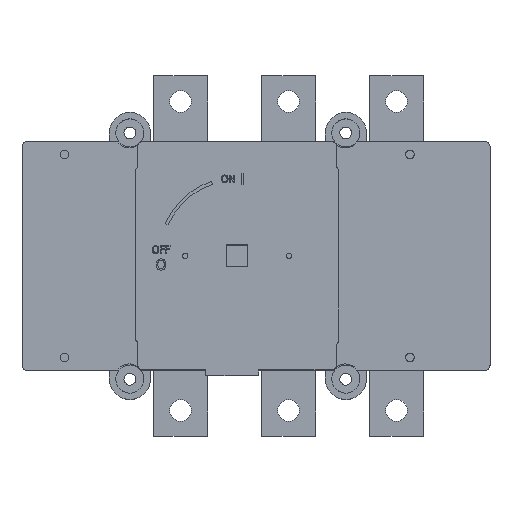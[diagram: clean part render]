
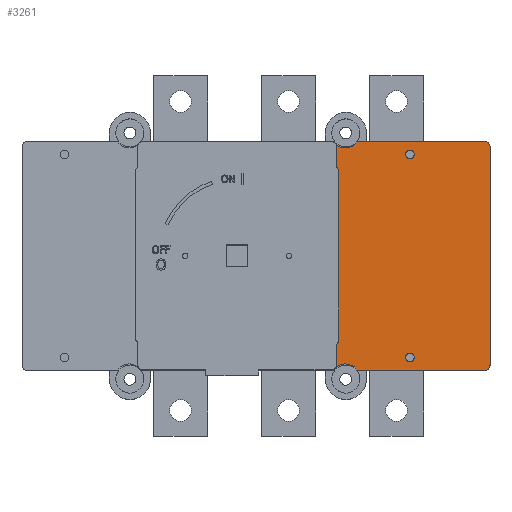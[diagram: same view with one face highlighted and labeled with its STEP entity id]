
A CAD part, top view. The second image highlights one B-rep face of the part: STEP entity #3261.
In plain terms, the highlighted planar face has unit normal (0, 0, 1).
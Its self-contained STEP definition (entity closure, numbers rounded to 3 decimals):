
#2206=CARTESIAN_POINT('',(81.6,-47.,40.0));
#2207=VERTEX_POINT('',#2206);
#2208=CARTESIAN_POINT('',(79.6,-47.,40.0));
#2209=DIRECTION('',(0.0,0.0,-1.0));
#2210=DIRECTION('',(-1.0,0.0,0.0));
#2211=AXIS2_PLACEMENT_3D('',#2208,#2209,#2210);
#2212=CIRCLE('',#2211,2.0);
#2213=EDGE_CURVE('',#2207,#2207,#2212,.T.);
#2234=CARTESIAN_POINT('',(81.6,47.,40.0));
#2235=VERTEX_POINT('',#2234);
#2236=CARTESIAN_POINT('',(79.6,47.,40.0));
#2237=DIRECTION('',(0.0,0.0,-1.0));
#2238=DIRECTION('',(-1.0,0.0,0.0));
#2239=AXIS2_PLACEMENT_3D('',#2236,#2237,#2238);
#2240=CIRCLE('',#2239,2.0);
#2241=EDGE_CURVE('',#2235,#2235,#2240,.T.);
#3003=CARTESIAN_POINT('',(45.519,51.313,40.0));
#3004=VERTEX_POINT('',#3003);
#3012=CARTESIAN_POINT('',(55.345,53.,40.0));
#3013=VERTEX_POINT('',#3012);
#3014=CARTESIAN_POINT('',(49.6,57.,40.0));
#3015=DIRECTION('',(0.,0.,1.0));
#3016=DIRECTION('',(0.821,0.571,0.));
#3017=AXIS2_PLACEMENT_3D('',#3014,#3015,#3016);
#3018=CIRCLE('',#3017,7.);
#3019=EDGE_CURVE('',#3004,#3013,#3018,.T.);
#3052=CARTESIAN_POINT('',(55.345,-53.,40.0));
#3053=VERTEX_POINT('',#3052);
#3054=CARTESIAN_POINT('',(45.519,-51.313,40.0));
#3055=VERTEX_POINT('',#3054);
#3056=CARTESIAN_POINT('',(49.6,-57.,40.0));
#3057=DIRECTION('',(0.,0.,1.0));
#3058=DIRECTION('',(-0.821,-0.571,0.));
#3059=AXIS2_PLACEMENT_3D('',#3056,#3057,#3058);
#3060=CIRCLE('',#3059,7.0);
#3061=EDGE_CURVE('',#3053,#3055,#3060,.T.);
#3130=CARTESIAN_POINT('',(8.243,0.,40.));
#3131=DIRECTION('',(0.0,0.0,1.0));
#3132=DIRECTION('',(1.0,0.0,0.0));
#3133=AXIS2_PLACEMENT_3D('',#3130,#3131,#3132);
#3134=PLANE('',#3133);
#3135=CARTESIAN_POINT('',(45.6,-50.75,40.0));
#3136=VERTEX_POINT('',#3135);
#3137=CARTESIAN_POINT('',(43.6,-50.75,40.0));
#3138=DIRECTION('',(0.,0.,1.));
#3139=DIRECTION('',(0.707,-0.707,0.));
#3140=AXIS2_PLACEMENT_3D('',#3137,#3138,#3139);
#3141=CIRCLE('',#3140,2.);
#3142=EDGE_CURVE('',#3055,#3136,#3141,.T.);
#3143=ORIENTED_EDGE('',*,*,#3142,.F.);
#3144=ORIENTED_EDGE('',*,*,#3061,.F.);
#3145=CARTESIAN_POINT('',(114.2,-53.,40.0));
#3146=VERTEX_POINT('',#3145);
#3147=CARTESIAN_POINT('',(114.2,-53.,40.0));
#3148=DIRECTION('',(-1.0,0.0,0.0));
#3149=VECTOR('',#3148,58.855);
#3150=LINE('',#3147,#3149);
#3151=EDGE_CURVE('',#3146,#3053,#3150,.T.);
#3152=ORIENTED_EDGE('',*,*,#3151,.F.);
#3153=CARTESIAN_POINT('',(116.7,-50.5,40.0));
#3154=VERTEX_POINT('',#3153);
#3155=CARTESIAN_POINT('',(114.2,-50.5,40.0));
#3156=DIRECTION('',(0.0,0.0,-1.0));
#3157=DIRECTION('',(0.0,-1.0,0.0));
#3158=AXIS2_PLACEMENT_3D('',#3155,#3156,#3157);
#3159=CIRCLE('',#3158,2.5);
#3160=EDGE_CURVE('',#3154,#3146,#3159,.T.);
#3161=ORIENTED_EDGE('',*,*,#3160,.F.);
#3162=CARTESIAN_POINT('',(116.7,50.5,40.0));
#3163=VERTEX_POINT('',#3162);
#3164=CARTESIAN_POINT('',(116.7,50.5,40.0));
#3165=DIRECTION('',(0.0,-1.0,0.0));
#3166=VECTOR('',#3165,101.);
#3167=LINE('',#3164,#3166);
#3168=EDGE_CURVE('',#3163,#3154,#3167,.T.);
#3169=ORIENTED_EDGE('',*,*,#3168,.F.);
#3170=CARTESIAN_POINT('',(114.2,53.,40.0));
#3171=VERTEX_POINT('',#3170);
#3172=CARTESIAN_POINT('',(114.2,50.5,40.0));
#3173=DIRECTION('',(0.0,0.0,-1.0));
#3174=DIRECTION('',(1.0,0.0,0.0));
#3175=AXIS2_PLACEMENT_3D('',#3172,#3173,#3174);
#3176=CIRCLE('',#3175,2.5);
#3177=EDGE_CURVE('',#3171,#3163,#3176,.T.);
#3178=ORIENTED_EDGE('',*,*,#3177,.F.);
#3179=CARTESIAN_POINT('',(55.345,53.,40.0));
#3180=DIRECTION('',(1.0,0.0,0.0));
#3181=VECTOR('',#3180,58.855);
#3182=LINE('',#3179,#3181);
#3183=EDGE_CURVE('',#3013,#3171,#3182,.T.);
#3184=ORIENTED_EDGE('',*,*,#3183,.F.);
#3185=ORIENTED_EDGE('',*,*,#3019,.F.);
#3186=CARTESIAN_POINT('',(45.6,50.75,40.0));
#3187=VERTEX_POINT('',#3186);
#3188=CARTESIAN_POINT('',(43.6,50.75,40.0));
#3189=DIRECTION('',(0.,0.,1.));
#3190=DIRECTION('',(0.707,0.707,0.));
#3191=AXIS2_PLACEMENT_3D('',#3188,#3189,#3190);
#3192=CIRCLE('',#3191,2.0);
#3193=EDGE_CURVE('',#3187,#3004,#3192,.T.);
#3194=ORIENTED_EDGE('',*,*,#3193,.F.);
#3195=CARTESIAN_POINT('',(45.6,41.732,40.0));
#3196=VERTEX_POINT('',#3195);
#3197=CARTESIAN_POINT('',(45.6,41.732,40.0));
#3198=DIRECTION('',(0.0,1.0,0.0));
#3199=VECTOR('',#3198,9.018);
#3200=LINE('',#3197,#3199);
#3201=EDGE_CURVE('',#3196,#3187,#3200,.T.);
#3202=ORIENTED_EDGE('',*,*,#3201,.F.);
#3203=CARTESIAN_POINT('',(46.1,40.409,40.0));
#3204=VERTEX_POINT('',#3203);
#3205=CARTESIAN_POINT('',(47.6,41.732,40.0));
#3206=DIRECTION('',(0.,0.,1.0));
#3207=DIRECTION('',(0.5,0.866,0.));
#3208=AXIS2_PLACEMENT_3D('',#3205,#3206,#3207);
#3209=CIRCLE('',#3208,2.);
#3210=EDGE_CURVE('',#3196,#3204,#3209,.T.);
#3211=ORIENTED_EDGE('',*,*,#3210,.T.);
#3212=CARTESIAN_POINT('',(46.6,39.086,40.0));
#3213=VERTEX_POINT('',#3212);
#3214=CARTESIAN_POINT('',(44.6,39.086,40.0));
#3215=DIRECTION('',(0.,0.,1.));
#3216=DIRECTION('',(0.935,0.354,0.));
#3217=AXIS2_PLACEMENT_3D('',#3214,#3215,#3216);
#3218=CIRCLE('',#3217,2.);
#3219=EDGE_CURVE('',#3213,#3204,#3218,.T.);
#3220=ORIENTED_EDGE('',*,*,#3219,.F.);
#3221=CARTESIAN_POINT('',(46.6,-39.086,40.0));
#3222=VERTEX_POINT('',#3221);
#3223=CARTESIAN_POINT('',(46.6,-39.086,40.0));
#3224=DIRECTION('',(0.0,1.0,0.0));
#3225=VECTOR('',#3224,78.173);
#3226=LINE('',#3223,#3225);
#3227=EDGE_CURVE('',#3222,#3213,#3226,.T.);
#3228=ORIENTED_EDGE('',*,*,#3227,.F.);
#3229=CARTESIAN_POINT('',(46.1,-40.409,40.0));
#3230=VERTEX_POINT('',#3229);
#3231=CARTESIAN_POINT('',(44.6,-39.086,40.0));
#3232=DIRECTION('',(0.,0.,1.0));
#3233=DIRECTION('',(0.935,-0.354,0.));
#3234=AXIS2_PLACEMENT_3D('',#3231,#3232,#3233);
#3235=CIRCLE('',#3234,2.);
#3236=EDGE_CURVE('',#3230,#3222,#3235,.T.);
#3237=ORIENTED_EDGE('',*,*,#3236,.F.);
#3238=CARTESIAN_POINT('',(45.6,-41.732,40.0));
#3239=VERTEX_POINT('',#3238);
#3240=CARTESIAN_POINT('',(47.6,-41.732,40.0));
#3241=DIRECTION('',(0.,0.,1.));
#3242=DIRECTION('',(0.5,-0.866,0.));
#3243=AXIS2_PLACEMENT_3D('',#3240,#3241,#3242);
#3244=CIRCLE('',#3243,2.);
#3245=EDGE_CURVE('',#3230,#3239,#3244,.T.);
#3246=ORIENTED_EDGE('',*,*,#3245,.T.);
#3247=CARTESIAN_POINT('',(45.6,-50.75,40.0));
#3248=DIRECTION('',(0.0,1.0,0.0));
#3249=VECTOR('',#3248,9.018);
#3250=LINE('',#3247,#3249);
#3251=EDGE_CURVE('',#3136,#3239,#3250,.T.);
#3252=ORIENTED_EDGE('',*,*,#3251,.F.);
#3253=EDGE_LOOP('',(#3143,#3144,#3152,#3161,#3169,#3178,#3184,#3185,#3194,#3202,#3211,#3220,#3228,#3237,#3246,#3252));
#3254=FACE_OUTER_BOUND('',#3253,.T.);
#3255=ORIENTED_EDGE('',*,*,#2241,.T.);
#3256=EDGE_LOOP('',(#3255));
#3257=FACE_BOUND('',#3256,.T.);
#3258=ORIENTED_EDGE('',*,*,#2213,.T.);
#3259=EDGE_LOOP('',(#3258));
#3260=FACE_BOUND('',#3259,.T.);
#3261=ADVANCED_FACE('',(#3254,#3257,#3260),#3134,.T.);
